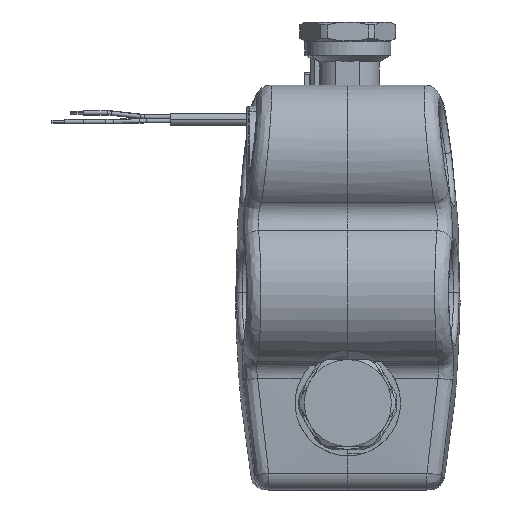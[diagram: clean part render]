
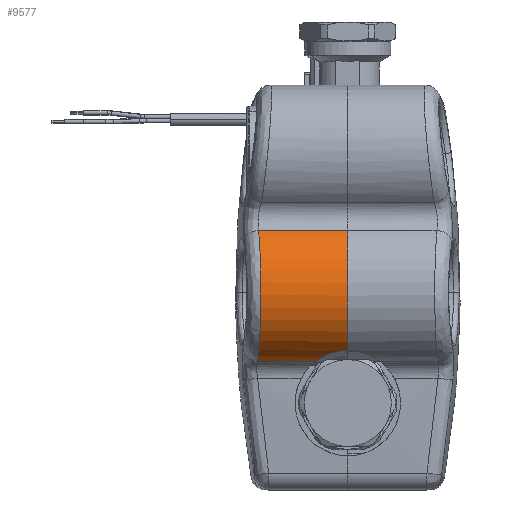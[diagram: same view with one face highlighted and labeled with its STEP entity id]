
A CAD part, front view. The second image highlights one B-rep face of the part: STEP entity #9577.
In plain terms, the highlighted cylindrical face has radius 40 mm (diameter 80 mm), a partial arc.
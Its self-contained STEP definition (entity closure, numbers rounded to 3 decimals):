
#7949=CARTESIAN_POINT('Vertex',(0.,-54.609,93.335)) ;
#7952=CARTESIAN_POINT('Axis2P3D Location',(0.,-32.5,60.)) ;
#7956=CARTESIAN_POINT('Vertex',(0.,-57.153,28.5)) ;
#8240=CARTESIAN_POINT('Control Point',(0.,-57.153,28.5)) ;
#8241=CARTESIAN_POINT('Control Point',(-3.104,-57.153,28.5)) ;
#8242=CARTESIAN_POINT('Control Point',(-6.209,-56.613,28.079)) ;
#8243=CARTESIAN_POINT('Control Point',(-9.111,-55.532,27.225)) ;
#8244=CARTESIAN_POINT('Control Point',(-11.604,-53.916,26.137)) ;
#8245=CARTESIAN_POINT('Control Point',(-13.664,-51.885,25.011)) ;
#8246=CARTESIAN_POINT('Vertex',(-13.664,-51.885,25.011)) ;
#8250=CARTESIAN_POINT('Control Point',(-13.664,-51.885,25.011)) ;
#8251=CARTESIAN_POINT('Control Point',(-14.841,-50.724,24.368)) ;
#8252=CARTESIAN_POINT('Control Point',(-15.868,-49.416,23.71)) ;
#8253=CARTESIAN_POINT('Control Point',(-16.738,-47.99,23.085)) ;
#8254=CARTESIAN_POINT('Control Point',(-17.467,-46.474,22.52)) ;
#8255=CARTESIAN_POINT('Vertex',(-17.467,-46.474,22.52)) ;
#9170=CARTESIAN_POINT('Line Origine',(-31.,-54.609,93.335)) ;
#9174=CARTESIAN_POINT('Vertex',(-48.243,-54.609,93.335)) ;
#9525=CARTESIAN_POINT('Line Origine',(-31.,-46.474,22.52)) ;
#9529=CARTESIAN_POINT('Vertex',(-48.796,-46.474,22.52)) ;
#9547=CARTESIAN_POINT('Axis2P3D Location',(-31.,-32.5,60.)) ;
#9553=CARTESIAN_POINT('Control Point',(-48.243,-54.609,93.335)) ;
#9554=CARTESIAN_POINT('Control Point',(-47.93,-59.214,90.28)) ;
#9555=CARTESIAN_POINT('Control Point',(-47.652,-63.303,86.423)) ;
#9556=CARTESIAN_POINT('Control Point',(-47.421,-66.689,81.876)) ;
#9557=CARTESIAN_POINT('Control Point',(-47.119,-71.119,73.02)) ;
#9558=CARTESIAN_POINT('Control Point',(-47.012,-72.699,63.279)) ;
#9559=CARTESIAN_POINT('Control Point',(-47.003,-72.822,59.032)) ;
#9560=CARTESIAN_POINT('Control Point',(-47.066,-71.909,50.239)) ;
#9561=CARTESIAN_POINT('Control Point',(-47.286,-68.666,42.011)) ;
#9562=CARTESIAN_POINT('Control Point',(-47.442,-66.376,38.004)) ;
#9563=CARTESIAN_POINT('Control Point',(-47.774,-61.5,31.749)) ;
#9564=CARTESIAN_POINT('Control Point',(-48.195,-55.314,26.895)) ;
#9565=CARTESIAN_POINT('Control Point',(-48.386,-52.509,25.129)) ;
#9566=CARTESIAN_POINT('Control Point',(-48.587,-49.548,23.666)) ;
#9567=CARTESIAN_POINT('Control Point',(-48.796,-46.474,22.52)) ;
#9172=VECTOR('Line Direction',#9171,1.) ;
#9527=VECTOR('Line Direction',#9526,1.) ;
#7953=DIRECTION('Axis2P3D Direction',(-1.,0.,0.)) ;
#9171=DIRECTION('Vector Direction',(1.,0.,0.)) ;
#9526=DIRECTION('Vector Direction',(1.,0.,0.)) ;
#9548=DIRECTION('Axis2P3D Direction',(-1.,0.,0.)) ;
#9549=DIRECTION('Axis2P3D XDirection',(0.,-0.187,-0.982)) ;
#7954=AXIS2_PLACEMENT_3D('Circle Axis2P3D',#7952,#7953,$) ;
#9550=AXIS2_PLACEMENT_3D('Cylinder Axis2P3D',#9547,#9548,#9549) ;
#9173=LINE('Line',#9170,#9172) ;
#9528=LINE('Line',#9525,#9527) ;
#7955=CIRCLE('generated circle',#7954,40.) ;
#9551=CYLINDRICAL_SURFACE('generated cylinder',#9550,40.) ;
#7958=EDGE_CURVE('',#7957,#7950,#7955,.T.) ;
#8248=EDGE_CURVE('',#7957,#8247,#8239,.T.) ;
#8257=EDGE_CURVE('',#8247,#8256,#8249,.T.) ;
#9176=EDGE_CURVE('',#9175,#7950,#9173,.T.) ;
#9531=EDGE_CURVE('',#9530,#8256,#9528,.T.) ;
#9568=EDGE_CURVE('',#9530,#9175,#9552,.F.) ;
#9570=ORIENTED_EDGE('',*,*,#8257,.F.) ;
#9571=ORIENTED_EDGE('',*,*,#8248,.F.) ;
#9572=ORIENTED_EDGE('',*,*,#7958,.T.) ;
#9573=ORIENTED_EDGE('',*,*,#9176,.F.) ;
#9574=ORIENTED_EDGE('',*,*,#9568,.F.) ;
#9575=ORIENTED_EDGE('',*,*,#9531,.T.) ;
#9569=EDGE_LOOP('',(#9570,#9571,#9572,#9573,#9574,#9575)) ;
#7950=VERTEX_POINT('',#7949) ;
#7957=VERTEX_POINT('',#7956) ;
#8247=VERTEX_POINT('',#8246) ;
#8256=VERTEX_POINT('',#8255) ;
#9175=VERTEX_POINT('',#9174) ;
#9530=VERTEX_POINT('',#9529) ;
#9577=ADVANCED_FACE('COD_29575.1\\COIBENTAZIONE SUPERIORE FEMMINA.1\\COIBENTAZIONE SUPERIORE',(#9576),#9551,.T.) ;
#8239=B_SPLINE_CURVE_WITH_KNOTS('',5,(#8240,#8241,#8242,#8243,#8244,#8245),.UNSPECIFIED.,.F.,.U.,(6,6),(0.,21.951),.UNSPECIFIED.) ;
#8249=B_SPLINE_CURVE_WITH_KNOTS('',4,(#8250,#8251,#8252,#8253,#8254),.UNSPECIFIED.,.F.,.U.,(5,5),(0.,10.04),.UNSPECIFIED.) ;
#9552=B_SPLINE_CURVE_WITH_KNOTS('',5,(#9553,#9554,#9555,#9556,#9557,#9558,#9559,#9560,#9561,#9562,#9563,#9564,#9565,#9566,#9567),.UNSPECIFIED.,.F.,.U.,(6,3,3,3,6),(111.875,147.398,174.068,203.06,224.183),.UNSPECIFIED.) ;
#9576=FACE_OUTER_BOUND('',#9569,.T.) ;
